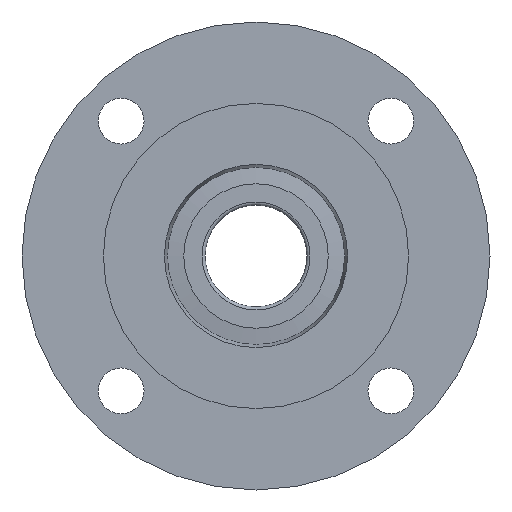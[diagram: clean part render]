
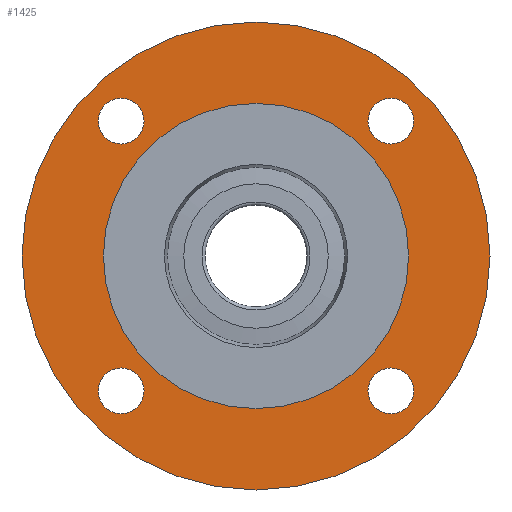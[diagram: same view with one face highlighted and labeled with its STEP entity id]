
A CAD part, left-side view. The second image highlights one B-rep face of the part: STEP entity #1425.
In plain terms, the highlighted planar face has unit normal (-1, 0, 0).
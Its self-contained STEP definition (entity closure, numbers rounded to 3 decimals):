
#82=FACE_BOUND('',#325,.T.);
#83=FACE_BOUND('',#326,.T.);
#84=FACE_BOUND('',#327,.T.);
#85=FACE_BOUND('',#328,.T.);
#86=FACE_BOUND('',#329,.T.);
#121=PLANE('',#1610);
#217=FACE_OUTER_BOUND('',#324,.T.);
#324=EDGE_LOOP('',(#1110));
#325=EDGE_LOOP('',(#1111));
#326=EDGE_LOOP('',(#1112));
#327=EDGE_LOOP('',(#1113));
#328=EDGE_LOOP('',(#1114));
#329=EDGE_LOOP('',(#1115));
#596=CIRCLE('',#1572,4.5);
#600=CIRCLE('',#1579,4.5);
#604=CIRCLE('',#1586,4.5);
#608=CIRCLE('',#1593,4.5);
#616=CIRCLE('',#1608,30.);
#618=CIRCLE('',#1611,46.);
#709=VERTEX_POINT('',#2343);
#713=VERTEX_POINT('',#2356);
#717=VERTEX_POINT('',#2369);
#721=VERTEX_POINT('',#2382);
#729=VERTEX_POINT('',#2410);
#731=VERTEX_POINT('',#2416);
#839=EDGE_CURVE('',#709,#709,#596,.T.);
#845=EDGE_CURVE('',#713,#713,#600,.T.);
#851=EDGE_CURVE('',#717,#717,#604,.T.);
#857=EDGE_CURVE('',#721,#721,#608,.T.);
#869=EDGE_CURVE('',#729,#729,#616,.T.);
#872=EDGE_CURVE('',#731,#731,#618,.T.);
#1110=ORIENTED_EDGE('',*,*,#872,.F.);
#1111=ORIENTED_EDGE('',*,*,#839,.T.);
#1112=ORIENTED_EDGE('',*,*,#845,.T.);
#1113=ORIENTED_EDGE('',*,*,#851,.T.);
#1114=ORIENTED_EDGE('',*,*,#857,.T.);
#1115=ORIENTED_EDGE('',*,*,#869,.T.);
#1425=ADVANCED_FACE('',(#217,#82,#83,#84,#85,#86),#121,.T.);
#1572=AXIS2_PLACEMENT_3D('',#2345,#1838,#1839);
#1579=AXIS2_PLACEMENT_3D('',#2358,#1854,#1855);
#1586=AXIS2_PLACEMENT_3D('',#2371,#1870,#1871);
#1593=AXIS2_PLACEMENT_3D('',#2384,#1886,#1887);
#1608=AXIS2_PLACEMENT_3D('',#2411,#1920,#1921);
#1610=AXIS2_PLACEMENT_3D('',#2415,#1925,#1926);
#1611=AXIS2_PLACEMENT_3D('',#2417,#1927,#1928);
#1838=DIRECTION('center_axis',(1.,0.,0.));
#1839=DIRECTION('ref_axis',(0.,0.,-1.));
#1854=DIRECTION('center_axis',(1.,0.,0.));
#1855=DIRECTION('ref_axis',(0.,0.,-1.));
#1870=DIRECTION('center_axis',(1.,0.,0.));
#1871=DIRECTION('ref_axis',(0.,0.,-1.));
#1886=DIRECTION('center_axis',(1.,0.,0.));
#1887=DIRECTION('ref_axis',(0.,0.,-1.));
#1920=DIRECTION('center_axis',(1.,0.,0.));
#1921=DIRECTION('ref_axis',(0.,0.,-1.));
#1925=DIRECTION('center_axis',(-1.,0.,0.));
#1926=DIRECTION('ref_axis',(0.,0.,1.));
#1927=DIRECTION('center_axis',(1.,0.,0.));
#1928=DIRECTION('ref_axis',(0.,0.,-1.));
#2343=CARTESIAN_POINT('',(21.,-26.517,-22.017));
#2345=CARTESIAN_POINT('Origin',(21.,-26.517,-26.517));
#2356=CARTESIAN_POINT('',(21.,-26.517,31.017));
#2358=CARTESIAN_POINT('Origin',(21.,-26.517,26.517));
#2369=CARTESIAN_POINT('',(21.,26.517,-22.017));
#2371=CARTESIAN_POINT('Origin',(21.,26.517,-26.517));
#2382=CARTESIAN_POINT('',(21.,26.517,31.017));
#2384=CARTESIAN_POINT('Origin',(21.,26.517,26.517));
#2410=CARTESIAN_POINT('',(21.,-30.,0.));
#2411=CARTESIAN_POINT('Origin',(21.,0.,0.));
#2415=CARTESIAN_POINT('Origin',(21.,46.,0.));
#2416=CARTESIAN_POINT('',(21.,-46.,0.));
#2417=CARTESIAN_POINT('Origin',(21.,0.,0.));
